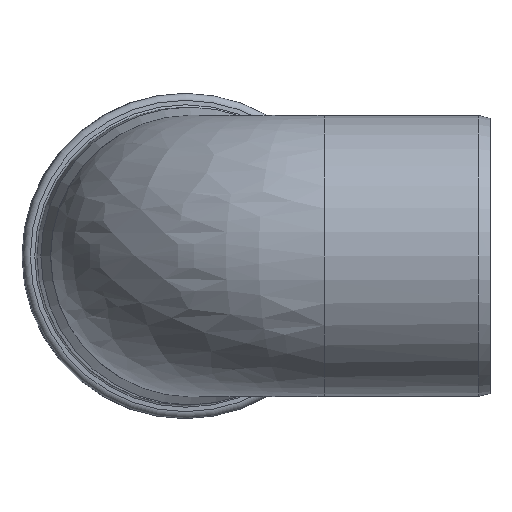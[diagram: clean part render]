
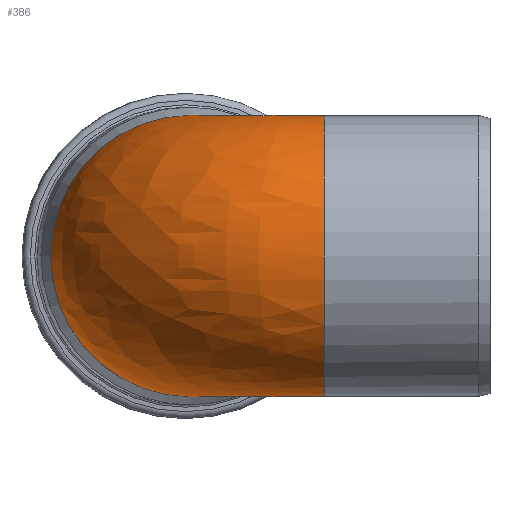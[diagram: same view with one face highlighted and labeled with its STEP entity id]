
A CAD part, left-side view. The second image highlights one B-rep face of the part: STEP entity #386.
In plain terms, the highlighted free-form (B-spline) face has degree [2, 2] with [9, 3] control points.
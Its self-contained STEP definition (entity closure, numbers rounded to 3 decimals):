
#29=(
BOUNDED_SURFACE()
B_SPLINE_SURFACE(2,2,((#741,#742,#743),(#744,#745,#746),(#747,#748,#749),
(#750,#751,#752),(#753,#754,#755),(#756,#757,#758),(#759,#760,#761),(#762,
#763,#764),(#765,#766,#767)),.UNSPECIFIED.,.F.,.F.,.F.)
B_SPLINE_SURFACE_WITH_KNOTS((3,2,2,2,3),(3,3),(-2.763,-1.382,
0.,1.382,2.763),(0.,1.527),
 .UNSPECIFIED.)
GEOMETRIC_REPRESENTATION_ITEM()
RATIONAL_B_SPLINE_SURFACE(((1.,0.722,1.),(0.771,
0.557,0.771),(1.,0.722,1.),(0.771,
0.557,0.771),(1.,0.722,1.),(0.771,
0.557,0.771),(1.,0.722,1.),(0.771,
0.557,0.771),(1.,0.722,1.)))
REPRESENTATION_ITEM('')
SURFACE()
);
#46=B_SPLINE_CURVE_WITH_KNOTS('',3,(#665,#666,#667,#668,#669,#670,#671,
#672,#673,#674,#675,#676,#677,#678,#679,#680),.UNSPECIFIED.,.F.,.F.,(4,
3,3,3,3,4),(0.,0.039,0.077,
0.08,0.108,0.14),.UNSPECIFIED.);
#47=B_SPLINE_CURVE_WITH_KNOTS('',3,(#684,#685,#686,#687,#688,#689,#690,
#691,#692,#693,#694,#695,#696,#697,#698,#699),.UNSPECIFIED.,.F.,.F.,(4,
3,3,3,3,4),(0.,0.031,0.06,
0.063,0.101,0.14),.UNSPECIFIED.);
#84=FACE_OUTER_BOUND('',#120,.T.);
#120=EDGE_LOOP('',(#306,#307,#308,#309));
#184=CIRCLE('',#427,55.15);
#186=CIRCLE('',#429,55.15);
#218=VERTEX_POINT('',#663);
#219=VERTEX_POINT('',#664);
#220=VERTEX_POINT('',#681);
#221=VERTEX_POINT('',#683);
#255=EDGE_CURVE('',#218,#219,#46,.T.);
#257=EDGE_CURVE('',#221,#220,#47,.T.);
#261=EDGE_CURVE('',#221,#219,#184,.T.);
#263=EDGE_CURVE('',#220,#218,#186,.T.);
#306=ORIENTED_EDGE('',*,*,#257,.T.);
#307=ORIENTED_EDGE('',*,*,#263,.T.);
#308=ORIENTED_EDGE('',*,*,#255,.T.);
#309=ORIENTED_EDGE('',*,*,#261,.F.);
#386=ADVANCED_FACE('',(#84),#29,.F.);
#427=AXIS2_PLACEMENT_3D('',#739,#506,#507);
#429=AXIS2_PLACEMENT_3D('',#768,#510,#511);
#506=DIRECTION('center_axis',(0.999,0.044,0.));
#507=DIRECTION('ref_axis',(0.044,-0.999,0.));
#510=DIRECTION('center_axis',(0.,1.,0.));
#511=DIRECTION('ref_axis',(1.,0.,0.));
#663=CARTESIAN_POINT('',(51.221,65.077,20.443));
#664=CARTESIAN_POINT('',(52.109,66.005,20.443));
#665=CARTESIAN_POINT('Ctrl Pts',(51.221,65.077,20.443));
#666=CARTESIAN_POINT('Ctrl Pts',(51.23,65.207,20.422));
#667=CARTESIAN_POINT('Ctrl Pts',(51.264,65.335,20.407));
#668=CARTESIAN_POINT('Ctrl Pts',(51.322,65.453,20.397));
#669=CARTESIAN_POINT('Ctrl Pts',(51.378,65.567,20.387));
#670=CARTESIAN_POINT('Ctrl Pts',(51.454,65.669,20.383));
#671=CARTESIAN_POINT('Ctrl Pts',(51.548,65.754,20.385));
#672=CARTESIAN_POINT('Ctrl Pts',(51.555,65.76,20.385));
#673=CARTESIAN_POINT('Ctrl Pts',(51.561,65.766,20.386));
#674=CARTESIAN_POINT('Ctrl Pts',(51.568,65.772,20.386));
#675=CARTESIAN_POINT('Ctrl Pts',(51.64,65.833,20.388));
#676=CARTESIAN_POINT('Ctrl Pts',(51.72,65.884,20.394));
#677=CARTESIAN_POINT('Ctrl Pts',(51.806,65.923,20.403));
#678=CARTESIAN_POINT('Ctrl Pts',(51.903,65.966,20.413));
#679=CARTESIAN_POINT('Ctrl Pts',(52.005,65.994,20.426));
#680=CARTESIAN_POINT('Ctrl Pts',(52.109,66.005,20.443));
#681=CARTESIAN_POINT('',(51.221,65.077,-20.443));
#683=CARTESIAN_POINT('',(52.109,66.005,-20.443));
#684=CARTESIAN_POINT('Ctrl Pts',(52.109,66.005,-20.443));
#685=CARTESIAN_POINT('Ctrl Pts',(52.005,65.994,-20.426));
#686=CARTESIAN_POINT('Ctrl Pts',(51.903,65.966,-20.413));
#687=CARTESIAN_POINT('Ctrl Pts',(51.806,65.923,-20.403));
#688=CARTESIAN_POINT('Ctrl Pts',(51.72,65.884,-20.394));
#689=CARTESIAN_POINT('Ctrl Pts',(51.64,65.833,-20.388));
#690=CARTESIAN_POINT('Ctrl Pts',(51.568,65.772,-20.386));
#691=CARTESIAN_POINT('Ctrl Pts',(51.561,65.766,-20.386));
#692=CARTESIAN_POINT('Ctrl Pts',(51.555,65.76,-20.385));
#693=CARTESIAN_POINT('Ctrl Pts',(51.548,65.754,-20.385));
#694=CARTESIAN_POINT('Ctrl Pts',(51.454,65.669,-20.383));
#695=CARTESIAN_POINT('Ctrl Pts',(51.378,65.567,-20.387));
#696=CARTESIAN_POINT('Ctrl Pts',(51.322,65.453,-20.397));
#697=CARTESIAN_POINT('Ctrl Pts',(51.264,65.335,-20.407));
#698=CARTESIAN_POINT('Ctrl Pts',(51.23,65.207,-20.422));
#699=CARTESIAN_POINT('Ctrl Pts',(51.221,65.077,-20.443));
#739=CARTESIAN_POINT('Origin',(49.875,117.178,0.));
#741=CARTESIAN_POINT('Ctrl Pts',(51.245,65.077,20.383));
#742=CARTESIAN_POINT('Ctrl Pts',(51.245,65.944,20.383));
#743=CARTESIAN_POINT('Ctrl Pts',(52.111,65.981,20.383));
#744=CARTESIAN_POINT('Ctrl Pts',(34.396,65.077,62.743));
#745=CARTESIAN_POINT('Ctrl Pts',(34.396,82.073,62.743));
#746=CARTESIAN_POINT('Ctrl Pts',(51.376,82.814,62.743));
#747=CARTESIAN_POINT('Ctrl Pts',(-10.377,65.077,54.165));
#748=CARTESIAN_POINT('Ctrl Pts',(-10.377,124.934,54.165));
#749=CARTESIAN_POINT('Ctrl Pts',(49.423,127.545,54.165));
#750=CARTESIAN_POINT('Ctrl Pts',(-55.15,65.077,45.587));
#751=CARTESIAN_POINT('Ctrl Pts',(-55.15,167.795,45.587));
#752=CARTESIAN_POINT('Ctrl Pts',(47.47,172.275,45.587));
#753=CARTESIAN_POINT('Ctrl Pts',(-55.15,65.077,0.));
#754=CARTESIAN_POINT('Ctrl Pts',(-55.15,167.795,0.));
#755=CARTESIAN_POINT('Ctrl Pts',(47.47,172.275,0.));
#756=CARTESIAN_POINT('Ctrl Pts',(-55.15,65.077,-45.587));
#757=CARTESIAN_POINT('Ctrl Pts',(-55.15,167.795,-45.587));
#758=CARTESIAN_POINT('Ctrl Pts',(47.47,172.275,-45.587));
#759=CARTESIAN_POINT('Ctrl Pts',(-10.377,65.077,-54.165));
#760=CARTESIAN_POINT('Ctrl Pts',(-10.377,124.934,-54.165));
#761=CARTESIAN_POINT('Ctrl Pts',(49.423,127.545,-54.165));
#762=CARTESIAN_POINT('Ctrl Pts',(34.396,65.077,-62.743));
#763=CARTESIAN_POINT('Ctrl Pts',(34.396,82.073,-62.743));
#764=CARTESIAN_POINT('Ctrl Pts',(51.376,82.814,-62.743));
#765=CARTESIAN_POINT('Ctrl Pts',(51.245,65.077,-20.383));
#766=CARTESIAN_POINT('Ctrl Pts',(51.245,65.944,-20.383));
#767=CARTESIAN_POINT('Ctrl Pts',(52.111,65.981,-20.383));
#768=CARTESIAN_POINT('Origin',(0.,65.077,0.));
